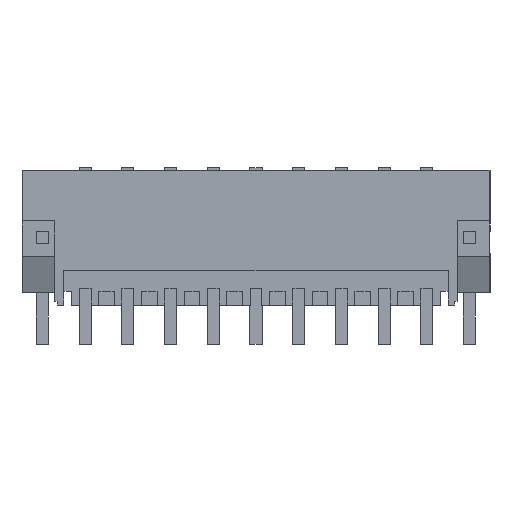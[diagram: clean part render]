
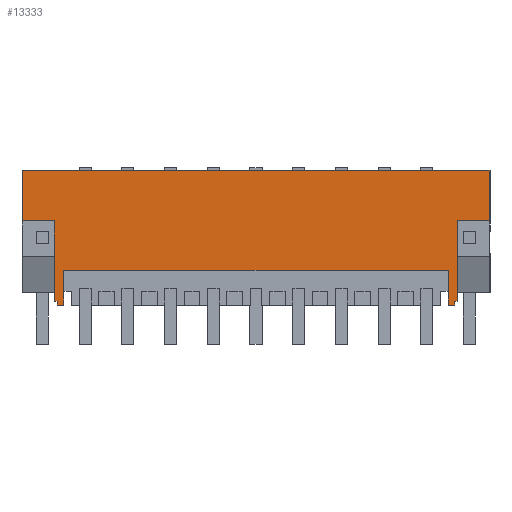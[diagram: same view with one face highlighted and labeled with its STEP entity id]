
A CAD part, front view. The second image highlights one B-rep face of the part: STEP entity #13333.
In plain terms, the highlighted planar face has unit normal (0, -1, 0).
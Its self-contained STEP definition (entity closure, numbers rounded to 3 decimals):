
#13303=AXIS2_PLACEMENT_3D('Plane Axis2P3D',#13300,#13301,#13302) ;
#3288=CARTESIAN_POINT('Line Origine',(3.425,0.,4.625)) ;
#3292=CARTESIAN_POINT('Vertex',(3.425,0.,3.2)) ;
#3294=CARTESIAN_POINT('Vertex',(3.425,0.,6.05)) ;
#3321=CARTESIAN_POINT('Vertex',(2.875,0.,3.2)) ;
#3324=CARTESIAN_POINT('Line Origine',(3.15,0.,3.2)) ;
#3346=CARTESIAN_POINT('Vertex',(2.875,0.,3.5)) ;
#3349=CARTESIAN_POINT('Line Origine',(2.875,0.,3.35)) ;
#3367=CARTESIAN_POINT('Line Origine',(2.762,0.,3.5)) ;
#3371=CARTESIAN_POINT('Vertex',(2.65,0.,3.5)) ;
#3392=CARTESIAN_POINT('Line Origine',(2.65,0.,6.8)) ;
#3396=CARTESIAN_POINT('Vertex',(2.65,0.,10.1)) ;
#3714=CARTESIAN_POINT('Vertex',(0.,0.,10.1)) ;
#3717=CARTESIAN_POINT('Line Origine',(0.,0.,12.175)) ;
#3721=CARTESIAN_POINT('Vertex',(0.,0.,14.25)) ;
#3847=CARTESIAN_POINT('Line Origine',(19.175,0.,14.25)) ;
#3851=CARTESIAN_POINT('Vertex',(38.35,0.,14.25)) ;
#8223=CARTESIAN_POINT('Line Origine',(38.35,0.,12.175)) ;
#8227=CARTESIAN_POINT('Vertex',(38.35,0.,10.1)) ;
#8550=CARTESIAN_POINT('Vertex',(35.65,0.,10.1)) ;
#8553=CARTESIAN_POINT('Line Origine',(35.65,0.,6.8)) ;
#8557=CARTESIAN_POINT('Vertex',(35.65,0.,3.5)) ;
#8581=CARTESIAN_POINT('Line Origine',(35.563,0.,3.5)) ;
#8585=CARTESIAN_POINT('Vertex',(35.475,0.,3.5)) ;
#8606=CARTESIAN_POINT('Line Origine',(35.475,0.,3.35)) ;
#8610=CARTESIAN_POINT('Vertex',(35.475,0.,3.2)) ;
#8626=CARTESIAN_POINT('Line Origine',(35.2,0.,3.2)) ;
#8630=CARTESIAN_POINT('Vertex',(34.925,0.,3.2)) ;
#8651=CARTESIAN_POINT('Line Origine',(34.925,0.,4.625)) ;
#8655=CARTESIAN_POINT('Vertex',(34.925,0.,6.05)) ;
#11224=CARTESIAN_POINT('Line Origine',(19.175,0.,6.05)) ;
#13300=CARTESIAN_POINT('Axis2P3D Location',(17.425,0.,3.2)) ;
#13305=CARTESIAN_POINT('Line Origine',(37.,0.,10.1)) ;
#13310=CARTESIAN_POINT('Line Origine',(1.325,0.,10.1)) ;
#3289=DIRECTION('Vector Direction',(0.,0.,1.)) ;
#3325=DIRECTION('Vector Direction',(1.,0.,0.)) ;
#3350=DIRECTION('Vector Direction',(0.,0.,1.)) ;
#3368=DIRECTION('Vector Direction',(-1.,0.,0.)) ;
#3393=DIRECTION('Vector Direction',(0.,0.,-1.)) ;
#3718=DIRECTION('Vector Direction',(0.,0.,1.)) ;
#3848=DIRECTION('Vector Direction',(1.,0.,0.)) ;
#8224=DIRECTION('Vector Direction',(0.,0.,1.)) ;
#8554=DIRECTION('Vector Direction',(0.,0.,-1.)) ;
#8582=DIRECTION('Vector Direction',(-1.,0.,0.)) ;
#8607=DIRECTION('Vector Direction',(0.,0.,1.)) ;
#8627=DIRECTION('Vector Direction',(1.,0.,0.)) ;
#8652=DIRECTION('Vector Direction',(0.,0.,1.)) ;
#11225=DIRECTION('Vector Direction',(1.,0.,0.)) ;
#13301=DIRECTION('Axis2P3D Direction',(0.,1.,0.)) ;
#13302=DIRECTION('Axis2P3D XDirection',(0.,0.,1.)) ;
#13306=DIRECTION('Vector Direction',(1.,0.,0.)) ;
#13311=DIRECTION('Vector Direction',(1.,0.,0.)) ;
#3290=VECTOR('Line Direction',#3289,1.) ;
#3326=VECTOR('Line Direction',#3325,1.) ;
#3351=VECTOR('Line Direction',#3350,1.) ;
#3369=VECTOR('Line Direction',#3368,1.) ;
#3394=VECTOR('Line Direction',#3393,1.) ;
#3719=VECTOR('Line Direction',#3718,1.) ;
#3849=VECTOR('Line Direction',#3848,1.) ;
#8225=VECTOR('Line Direction',#8224,1.) ;
#8555=VECTOR('Line Direction',#8554,1.) ;
#8583=VECTOR('Line Direction',#8582,1.) ;
#8608=VECTOR('Line Direction',#8607,1.) ;
#8628=VECTOR('Line Direction',#8627,1.) ;
#8653=VECTOR('Line Direction',#8652,1.) ;
#11226=VECTOR('Line Direction',#11225,1.) ;
#13307=VECTOR('Line Direction',#13306,1.) ;
#13312=VECTOR('Line Direction',#13311,1.) ;
#13316=ORIENTED_EDGE('',*,*,#11228,.F.) ;
#13317=ORIENTED_EDGE('',*,*,#8657,.F.) ;
#13318=ORIENTED_EDGE('',*,*,#8632,.T.) ;
#13319=ORIENTED_EDGE('',*,*,#8612,.T.) ;
#13320=ORIENTED_EDGE('',*,*,#8587,.F.) ;
#13321=ORIENTED_EDGE('',*,*,#8559,.F.) ;
#13322=ORIENTED_EDGE('',*,*,#13309,.F.) ;
#13323=ORIENTED_EDGE('',*,*,#8229,.T.) ;
#13324=ORIENTED_EDGE('',*,*,#3853,.F.) ;
#13325=ORIENTED_EDGE('',*,*,#3723,.F.) ;
#13326=ORIENTED_EDGE('',*,*,#13314,.T.) ;
#13327=ORIENTED_EDGE('',*,*,#3398,.T.) ;
#13328=ORIENTED_EDGE('',*,*,#3373,.F.) ;
#13329=ORIENTED_EDGE('',*,*,#3353,.F.) ;
#13330=ORIENTED_EDGE('',*,*,#3328,.T.) ;
#13331=ORIENTED_EDGE('',*,*,#3296,.T.) ;
#13333=ADVANCED_FACE('HOUSING',(#13332),#13304,.F.) ;
#3296=EDGE_CURVE('',#3293,#3295,#3291,.T.) ;
#3328=EDGE_CURVE('',#3322,#3293,#3327,.T.) ;
#3353=EDGE_CURVE('',#3322,#3347,#3352,.T.) ;
#3373=EDGE_CURVE('',#3347,#3372,#3370,.T.) ;
#3398=EDGE_CURVE('',#3397,#3372,#3395,.T.) ;
#3723=EDGE_CURVE('',#3715,#3722,#3720,.T.) ;
#3853=EDGE_CURVE('',#3722,#3852,#3850,.T.) ;
#8229=EDGE_CURVE('',#8228,#3852,#8226,.T.) ;
#8559=EDGE_CURVE('',#8551,#8558,#8556,.T.) ;
#8587=EDGE_CURVE('',#8558,#8586,#8584,.T.) ;
#8612=EDGE_CURVE('',#8611,#8586,#8609,.T.) ;
#8632=EDGE_CURVE('',#8631,#8611,#8629,.T.) ;
#8657=EDGE_CURVE('',#8631,#8656,#8654,.T.) ;
#11228=EDGE_CURVE('',#8656,#3295,#11227,.F.) ;
#13309=EDGE_CURVE('',#8228,#8551,#13308,.F.) ;
#13314=EDGE_CURVE('',#3715,#3397,#13313,.T.) ;
#13315=EDGE_LOOP('',(#13316,#13317,#13318,#13319,#13320,#13321,#13322,#13323,#13324,#13325,#13326,#13327,#13328,#13329,#13330,#13331)) ;
#13332=FACE_OUTER_BOUND('',#13315,.T.) ;
#3291=LINE('Line',#3288,#3290) ;
#3327=LINE('Line',#3324,#3326) ;
#3352=LINE('Line',#3349,#3351) ;
#3370=LINE('Line',#3367,#3369) ;
#3395=LINE('Line',#3392,#3394) ;
#3720=LINE('Line',#3717,#3719) ;
#3850=LINE('Line',#3847,#3849) ;
#8226=LINE('Line',#8223,#8225) ;
#8556=LINE('Line',#8553,#8555) ;
#8584=LINE('Line',#8581,#8583) ;
#8609=LINE('Line',#8606,#8608) ;
#8629=LINE('Line',#8626,#8628) ;
#8654=LINE('Line',#8651,#8653) ;
#11227=LINE('Line',#11224,#11226) ;
#13308=LINE('Line',#13305,#13307) ;
#13313=LINE('Line',#13310,#13312) ;
#13304=PLANE('',#13303) ;
#3293=VERTEX_POINT('',#3292) ;
#3295=VERTEX_POINT('',#3294) ;
#3322=VERTEX_POINT('',#3321) ;
#3347=VERTEX_POINT('',#3346) ;
#3372=VERTEX_POINT('',#3371) ;
#3397=VERTEX_POINT('',#3396) ;
#3715=VERTEX_POINT('',#3714) ;
#3722=VERTEX_POINT('',#3721) ;
#3852=VERTEX_POINT('',#3851) ;
#8228=VERTEX_POINT('',#8227) ;
#8551=VERTEX_POINT('',#8550) ;
#8558=VERTEX_POINT('',#8557) ;
#8586=VERTEX_POINT('',#8585) ;
#8611=VERTEX_POINT('',#8610) ;
#8631=VERTEX_POINT('',#8630) ;
#8656=VERTEX_POINT('',#8655) ;
